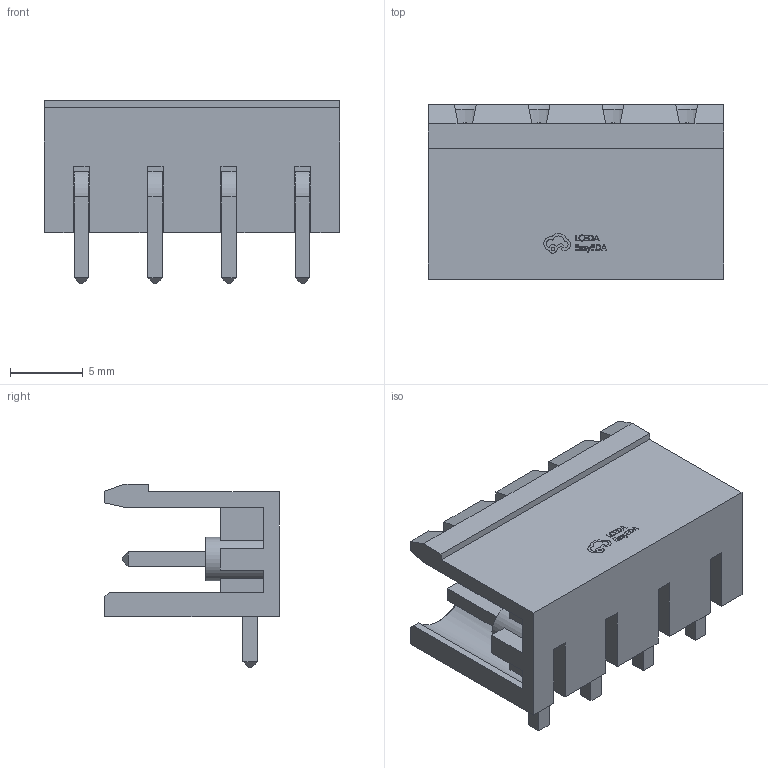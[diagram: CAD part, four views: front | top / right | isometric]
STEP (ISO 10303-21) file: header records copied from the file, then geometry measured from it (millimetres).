
FILE_DESCRIPTION (( 'STEP AP214' ), '1' );
FILE_NAME ('CONN-TH_4P-P5.08_MSTB2.5.step', '2022-07-29T17:40:02', ( '' ), ( '' ), 'SwSTEP 2.0', 'SolidWorks 2020', '' );
FILE_SCHEMA (( 'AUTOMOTIVE_DESIGN' ));
Length unit declared in the file: millimetre
Products named in the file (1): CONN-TH_4P-P5.08_MSTB2.5
Bounding box: 20.32 x 12 x 12.6 mm (x, y, z)
Volume: 922 mm3; surface area: 1878.6 mm2
Topology: 14 solids, 14 shells, 509 faces, 1326 edges, 860 vertices
Faces by surface type: plane 373, bspline 112, cylinder 20, cone 4
Entity records: 20747 total; most frequent: CARTESIAN_POINT 4824, ORIENTED_EDGE 2652, DIRECTION 1970, EDGE_CURVE 1326, VECTOR 1006, LINE 1006, VERTEX_POINT 860, EDGE_LOOP 536
